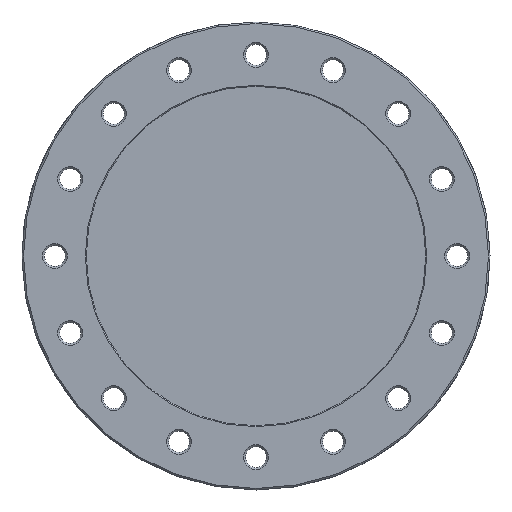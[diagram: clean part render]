
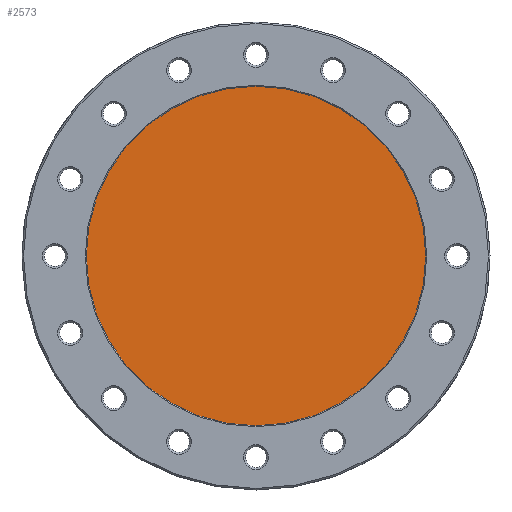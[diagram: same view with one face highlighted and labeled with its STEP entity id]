
A CAD part, front view. The second image highlights one B-rep face of the part: STEP entity #2573.
In plain terms, the highlighted planar face has unit normal (0, -1, 0).
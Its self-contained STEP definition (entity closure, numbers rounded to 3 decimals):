
#265 = DIRECTION ( 'NONE',  ( 0., 0., -1. ) ) ;
#666 = DIRECTION ( 'NONE',  ( 0., 0., -1. ) ) ;
#722 = CARTESIAN_POINT ( 'NONE',  ( 0., 0., 59.85 ) ) ;
#942 = CIRCLE ( 'NONE', #3479, 59.85 ) ;
#1333 = ORIENTED_EDGE ( 'NONE', *, *, #3448, .T. ) ;
#1475 = VERTEX_POINT ( 'NONE', #722 ) ;
#1640 = EDGE_CURVE ( 'NONE', #2502, #1475, #942, .T. ) ;
#1799 = EDGE_LOOP ( 'NONE', ( #1333, #4367 ) ) ;
#2359 = DIRECTION ( 'NONE',  ( 0., -1., 0. ) ) ;
#2400 = CARTESIAN_POINT ( 'NONE',  ( 0., 0., 0. ) ) ;
#2502 = VERTEX_POINT ( 'NONE', #2709 ) ;
#2573 = ADVANCED_FACE ( 'NONE', ( #3218 ), #4486, .T. ) ;
#2602 = AXIS2_PLACEMENT_3D ( 'NONE', #4443, #2359, #265 ) ;
#2709 = CARTESIAN_POINT ( 'NONE',  ( 0., 0., -59.85 ) ) ;
#2757 = DIRECTION ( 'NONE',  ( 0., -1., 0. ) ) ;
#2986 = CIRCLE ( 'NONE', #2602, 59.85 ) ;
#3218 = FACE_OUTER_BOUND ( 'NONE', #1799, .T. ) ;
#3299 = CARTESIAN_POINT ( 'NONE',  ( 0., 0., 0. ) ) ;
#3334 = DIRECTION ( 'NONE',  ( 0., -1., 0. ) ) ;
#3367 = DIRECTION ( 'NONE',  ( 0., 0., -1. ) ) ;
#3448 = EDGE_CURVE ( 'NONE', #1475, #2502, #2986, .T. ) ;
#3479 = AXIS2_PLACEMENT_3D ( 'NONE', #3299, #3334, #3367 ) ;
#3746 = AXIS2_PLACEMENT_3D ( 'NONE', #2400, #2757, #666 ) ;
#4367 = ORIENTED_EDGE ( 'NONE', *, *, #1640, .T. ) ;
#4443 = CARTESIAN_POINT ( 'NONE',  ( 0., 0., 0. ) ) ;
#4486 = PLANE ( 'NONE',  #3746 ) ;
